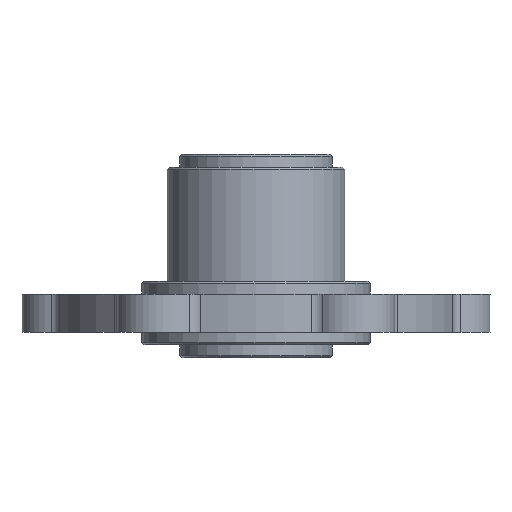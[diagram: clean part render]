
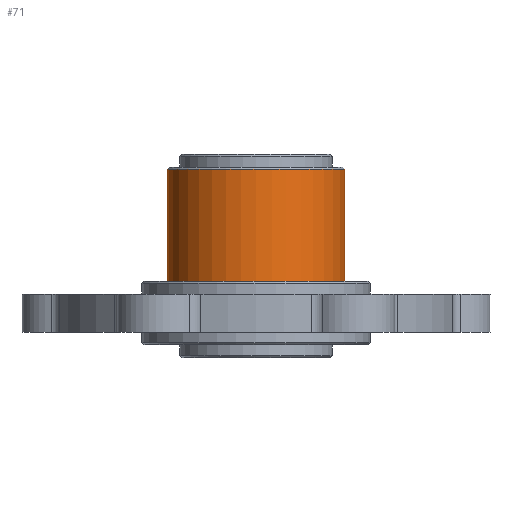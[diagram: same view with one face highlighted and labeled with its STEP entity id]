
A CAD part, front view. The second image highlights one B-rep face of the part: STEP entity #71.
In plain terms, the highlighted cylindrical face has radius 11.113 mm (diameter 22.225 mm), a partial arc.
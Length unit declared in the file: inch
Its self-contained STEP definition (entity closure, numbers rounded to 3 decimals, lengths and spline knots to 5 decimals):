
#36 = EDGE_CURVE ( 'NONE', #2295, #1624, #458, .T. ) ;
#71 = ADVANCED_FACE ( 'NONE', ( #96 ), #82, .T. ) ;
#76 = CARTESIAN_POINT ( 'NONE',  ( 1.59, 1.0269, 0.615 ) ) ;
#82 = CYLINDRICAL_SURFACE ( 'NONE', #2569, 0.4375 ) ;
#96 = FACE_OUTER_BOUND ( 'NONE', #165, .T. ) ;
#128 = LINE ( 'NONE', #1442, #2606 ) ;
#165 = EDGE_LOOP ( 'NONE', ( #2625, #2192, #1172, #1916 ) ) ;
#370 = DIRECTION ( 'NONE',  ( 0., 0., -1. ) ) ;
#403 = DIRECTION ( 'NONE',  ( 0., 0., 1. ) ) ;
#451 = CARTESIAN_POINT ( 'NONE',  ( 1.1525, 1.0269, 0.615 ) ) ;
#458 = CIRCLE ( 'NONE', #2025, 0.4375 ) ;
#525 = DIRECTION ( 'NONE',  ( -1., 0., 0. ) ) ;
#639 = AXIS2_PLACEMENT_3D ( 'NONE', #1866, #403, #2086 ) ;
#905 = CARTESIAN_POINT ( 'NONE',  ( 1.59, 1.0269, 0.625 ) ) ;
#960 = CARTESIAN_POINT ( 'NONE',  ( 1.1525, 1.0269, 0.625 ) ) ;
#1044 = VERTEX_POINT ( 'NONE', #1225 ) ;
#1118 = DIRECTION ( 'NONE',  ( 1., 0., 0. ) ) ;
#1172 = ORIENTED_EDGE ( 'NONE', *, *, #1430, .T. ) ;
#1225 = CARTESIAN_POINT ( 'NONE',  ( 1.59, 1.0269, 0.0625 ) ) ;
#1241 = VERTEX_POINT ( 'NONE', #2140 ) ;
#1242 = VECTOR ( 'NONE', #1521, 39.37008 ) ;
#1314 = DIRECTION ( 'NONE',  ( 0., 0., -1. ) ) ;
#1430 = EDGE_CURVE ( 'NONE', #1624, #1241, #128, .T. ) ;
#1442 = CARTESIAN_POINT ( 'NONE',  ( 0.715, 1.0269, 0.625 ) ) ;
#1521 = DIRECTION ( 'NONE',  ( 0., 0., -1. ) ) ;
#1624 = VERTEX_POINT ( 'NONE', #1787 ) ;
#1784 = LINE ( 'NONE', #905, #1242 ) ;
#1787 = CARTESIAN_POINT ( 'NONE',  ( 0.715, 1.0269, 0.615 ) ) ;
#1821 = DIRECTION ( 'NONE',  ( 0., 0., -1. ) ) ;
#1866 = CARTESIAN_POINT ( 'NONE',  ( 1.1525, 1.0269, 0.0625 ) ) ;
#1895 = CIRCLE ( 'NONE', #639, 0.4375 ) ;
#1916 = ORIENTED_EDGE ( 'NONE', *, *, #2772, .T. ) ;
#2025 = AXIS2_PLACEMENT_3D ( 'NONE', #451, #1314, #1118 ) ;
#2086 = DIRECTION ( 'NONE',  ( 1., 0., 0. ) ) ;
#2138 = EDGE_CURVE ( 'NONE', #2295, #1044, #1784, .T. ) ;
#2140 = CARTESIAN_POINT ( 'NONE',  ( 0.715, 1.0269, 0.0625 ) ) ;
#2192 = ORIENTED_EDGE ( 'NONE', *, *, #36, .T. ) ;
#2295 = VERTEX_POINT ( 'NONE', #76 ) ;
#2569 = AXIS2_PLACEMENT_3D ( 'NONE', #960, #1821, #525 ) ;
#2606 = VECTOR ( 'NONE', #370, 39.37008 ) ;
#2625 = ORIENTED_EDGE ( 'NONE', *, *, #2138, .F. ) ;
#2772 = EDGE_CURVE ( 'NONE', #1241, #1044, #1895, .T. ) ;
